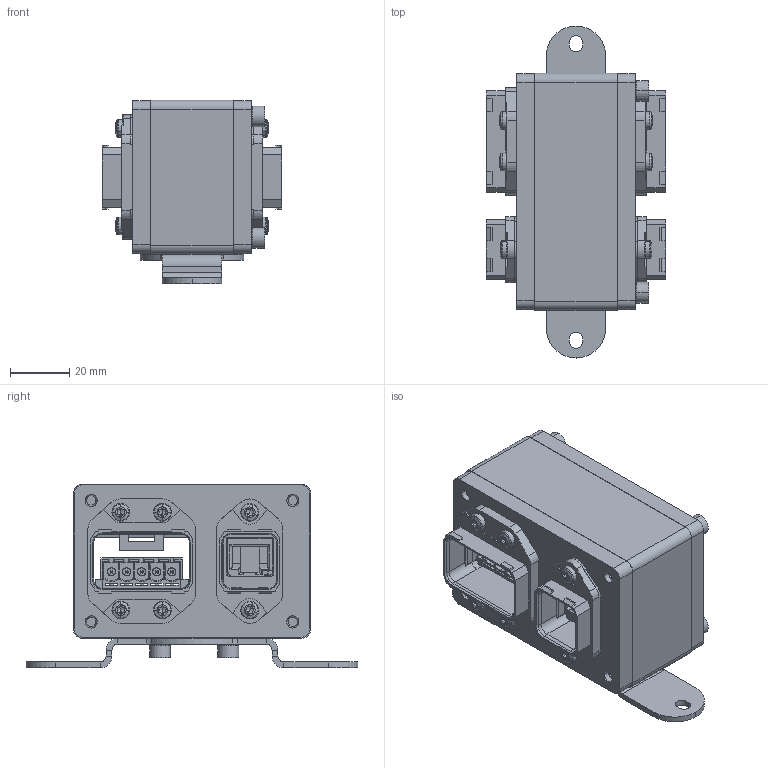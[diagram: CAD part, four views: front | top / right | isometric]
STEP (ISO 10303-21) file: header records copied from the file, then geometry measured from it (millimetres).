
FILE_DESCRIPTION(('CATIA V5 STEP Exchange','CAx-IF Rec.Pracs.--- Model Styling and Organization---1.5--- 2016-08-15','CAx-IF Rec.Pracs.---Supplemental Geometry---1.0---2011-11-01','CAx-IF Rec.Pracs.--- Composite Materials ---1.1---2010-07-15'),'2;1');
FILE_NAME ('D1448137_2', '2025-01-09T07:36:45+00:00', ('none'), ('Weidmueller'), 'CATIA Version 5-6 Release 2022 SP4 HF5', 'CATIA V5 STEP AP214 v3', 'none');
FILE_SCHEMA(('AUTOMOTIVE_DESIGN { 1 0 10303 214 1 1 1 1 }'));
Products named in the file (1): 1068820000
Bounding box: 60.4 x 112 x 62 mm (x, y, z)
Volume: 101215.7 mm3; surface area: 73497.7 mm2
Topology: 1 solids, 21 shells, 2678 faces, 7310 edges, 4785 vertices
Faces by surface type: plane 1480, cylinder 624, extrusion 258, cone 206, sphere 66, torus 40, bspline 4
Entity records: 102335 total; most frequent: CARTESIAN_POINT 38272, ORIENTED_EDGE 14564, DIRECTION 10102, EDGE_CURVE 7282, VECTOR 4869, VERTEX_POINT 4785, LINE 4611, AXIS2_PLACEMENT_3D 3366
